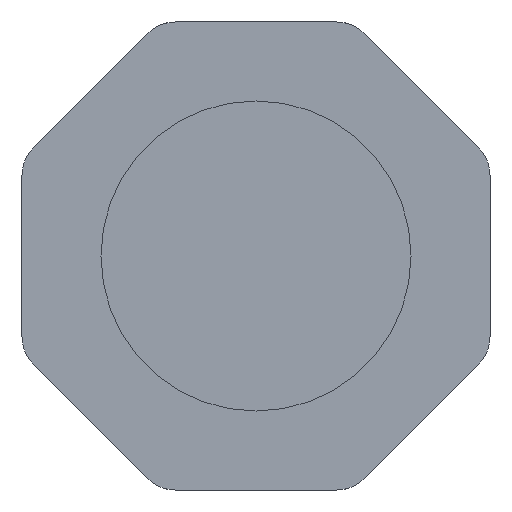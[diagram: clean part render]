
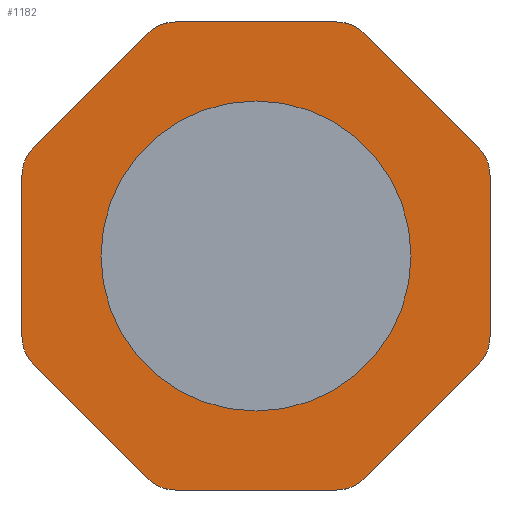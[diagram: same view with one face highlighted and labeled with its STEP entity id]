
A CAD part, front view. The second image highlights one B-rep face of the part: STEP entity #1182.
In plain terms, the highlighted planar face has unit normal (0, -1, 0).
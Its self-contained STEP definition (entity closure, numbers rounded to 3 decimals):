
#747=CARTESIAN_POINT('POINT41',(14.357,60.,
   6.982));
#748=VERTEX_POINT('VERTEX41',#747);
#756=CARTESIAN_POINT('POINT42',(6.982,60.,
   14.357));
#757=VERTEX_POINT('VERTEX42',#756);
#764=CARTESIAN_POINT('POS93',(6.982,60.,
   14.357));
#765=DIRECTION('DIR143',(0.707,0.,
   -0.707));
#766=VECTOR('VEC43',#765,10.);
#767=LINE('STRAIGHT43',#764,#766);
#768=EDGE_CURVE('EDGE67',#757,#748,#767,.T.);
#780=CARTESIAN_POINT('POINT43',(15.089,60.,
   5.214));
#781=VERTEX_POINT('VERTEX43',#780);
#782=CARTESIAN_POINT('POS95',(12.589,60.,
   5.214));
#783=DIRECTION('DIR146',(0.,-1.,0.));
#784=DIRECTION('DIR147',(1.,0.,0.));
#785=AXIS2_PLACEMENT_3D('AXIS52',#782,#783,#784);
#786=CIRCLE('ELLIPSE25',#785,2.5);
#787=EDGE_CURVE('EDGE68',#781,#748,#786,.T.);
#803=CARTESIAN_POINT('POINT44',(15.089,60.,
   -5.214));
#804=VERTEX_POINT('VERTEX44',#803);
#813=CARTESIAN_POINT('POS99',(15.089,60.,
   5.214));
#814=DIRECTION('DIR152',(0.,0.,-1.));
#815=VECTOR('VEC46',#814,10.);
#816=LINE('STRAIGHT46',#813,#815);
#817=EDGE_CURVE('EDGE71',#781,#804,#816,.T.);
#829=CARTESIAN_POINT('POINT45',(14.357,60.,
   -6.982));
#830=VERTEX_POINT('VERTEX45',#829);
#831=CARTESIAN_POINT('POS101',(12.589,60.,
   -5.214));
#832=DIRECTION('DIR155',(0.,-1.,0.));
#833=DIRECTION('DIR156',(0.707,0.,
   -0.707));
#834=AXIS2_PLACEMENT_3D('AXIS55',#831,#832,#833);
#835=CIRCLE('ELLIPSE26',#834,2.5);
#836=EDGE_CURVE('EDGE72',#830,#804,#835,.T.);
#852=CARTESIAN_POINT('POINT46',(6.982,60.,
   -14.357));
#853=VERTEX_POINT('VERTEX46',#852);
#862=CARTESIAN_POINT('POS105',(14.357,60.,
   -6.982));
#863=DIRECTION('DIR161',(-0.707,0.,
   -0.707));
#864=VECTOR('VEC49',#863,10.);
#865=LINE('STRAIGHT49',#862,#864);
#866=EDGE_CURVE('EDGE75',#830,#853,#865,.T.);
#878=CARTESIAN_POINT('POINT47',(5.214,60.,
   -15.089));
#879=VERTEX_POINT('VERTEX47',#878);
#880=CARTESIAN_POINT('POS107',(5.214,60.,
   -12.589));
#881=DIRECTION('DIR164',(0.,-1.,0.));
#882=DIRECTION('DIR165',(0.,0.,-1.));
#883=AXIS2_PLACEMENT_3D('AXIS58',#880,#881,#882);
#884=CIRCLE('ELLIPSE27',#883,2.5);
#885=EDGE_CURVE('EDGE76',#879,#853,#884,.T.);
#901=CARTESIAN_POINT('POINT48',(-5.214,60.,
   -15.089));
#902=VERTEX_POINT('VERTEX48',#901);
#911=CARTESIAN_POINT('POS111',(5.214,60.,
   -15.089));
#912=DIRECTION('DIR170',(-1.,0.,0.));
#913=VECTOR('VEC52',#912,10.);
#914=LINE('STRAIGHT52',#911,#913);
#915=EDGE_CURVE('EDGE79',#879,#902,#914,.T.);
#927=CARTESIAN_POINT('POINT49',(-6.982,60.,
   -14.357));
#928=VERTEX_POINT('VERTEX49',#927);
#929=CARTESIAN_POINT('POS113',(-5.214,60.,
   -12.589));
#930=DIRECTION('DIR173',(0.,-1.,0.));
#931=DIRECTION('DIR174',(-0.707,0.,
   -0.707));
#932=AXIS2_PLACEMENT_3D('AXIS61',#929,#930,#931);
#933=CIRCLE('ELLIPSE28',#932,2.5);
#934=EDGE_CURVE('EDGE80',#928,#902,#933,.T.);
#950=CARTESIAN_POINT('POINT50',(-14.357,60.,
   -6.982));
#951=VERTEX_POINT('VERTEX50',#950);
#960=CARTESIAN_POINT('POS117',(-6.982,60.,
   -14.357));
#961=DIRECTION('DIR179',(-0.707,0.,
   0.707));
#962=VECTOR('VEC55',#961,10.);
#963=LINE('STRAIGHT55',#960,#962);
#964=EDGE_CURVE('EDGE83',#928,#951,#963,.T.);
#976=CARTESIAN_POINT('POINT51',(-15.089,60.,
   -5.214));
#977=VERTEX_POINT('VERTEX51',#976);
#978=CARTESIAN_POINT('POS119',(-12.589,60.,
   -5.214));
#979=DIRECTION('DIR182',(0.,-1.,0.));
#980=DIRECTION('DIR183',(-1.,0.,0.));
#981=AXIS2_PLACEMENT_3D('AXIS64',#978,#979,#980);
#982=CIRCLE('ELLIPSE29',#981,2.5);
#983=EDGE_CURVE('EDGE84',#977,#951,#982,.T.);
#999=CARTESIAN_POINT('POINT52',(-15.089,60.,
   5.214));
#1000=VERTEX_POINT('VERTEX52',#999);
#1009=CARTESIAN_POINT('POS123',(-15.089,60.,
   -5.214));
#1010=DIRECTION('DIR188',(0.,0.,1.));
#1011=VECTOR('VEC58',#1010,10.);
#1012=LINE('STRAIGHT58',#1009,#1011);
#1013=EDGE_CURVE('EDGE87',#977,#1000,#1012,.T.);
#1025=CARTESIAN_POINT('POINT53',(-14.357,60.,
   6.982));
#1026=VERTEX_POINT('VERTEX53',#1025);
#1027=CARTESIAN_POINT('POS125',(-12.589,60.,
   5.214));
#1028=DIRECTION('DIR191',(0.,-1.,0.));
#1029=DIRECTION('DIR192',(-0.707,0.,
   0.707));
#1030=AXIS2_PLACEMENT_3D('AXIS67',#1027,#1028,#1029);
#1031=CIRCLE('ELLIPSE30',#1030,2.5);
#1032=EDGE_CURVE('EDGE88',#1026,#1000,#1031,.T.);
#1048=CARTESIAN_POINT('POINT54',(-6.982,60.,
   14.357));
#1049=VERTEX_POINT('VERTEX54',#1048);
#1058=CARTESIAN_POINT('POS129',(-14.357,60.,
   6.982));
#1059=DIRECTION('DIR197',(0.707,0.,
   0.707));
#1060=VECTOR('VEC61',#1059,10.);
#1061=LINE('STRAIGHT61',#1058,#1060);
#1062=EDGE_CURVE('EDGE91',#1026,#1049,#1061,.T.);
#1074=CARTESIAN_POINT('POINT55',(-5.214,60.,
   15.089));
#1075=VERTEX_POINT('VERTEX55',#1074);
#1076=CARTESIAN_POINT('POS131',(-5.214,60.,
   12.589));
#1077=DIRECTION('DIR200',(0.,-1.,0.));
#1078=DIRECTION('DIR201',(0.,0.,1.));
#1079=AXIS2_PLACEMENT_3D('AXIS70',#1076,#1077,#1078);
#1080=CIRCLE('ELLIPSE31',#1079,2.5);
#1081=EDGE_CURVE('EDGE92',#1075,#1049,#1080,.T.);
#1097=CARTESIAN_POINT('POINT56',(5.214,60.,
   15.089));
#1098=VERTEX_POINT('VERTEX56',#1097);
#1107=CARTESIAN_POINT('POS135',(-5.214,60.,
   15.089));
#1108=DIRECTION('DIR206',(1.,0.,0.));
#1109=VECTOR('VEC64',#1108,10.);
#1110=LINE('STRAIGHT64',#1107,#1109);
#1111=EDGE_CURVE('EDGE95',#1075,#1098,#1110,.T.);
#1123=CARTESIAN_POINT('POS137',(5.214,60.,
   12.589));
#1124=DIRECTION('DIR209',(0.,-1.,0.));
#1125=DIRECTION('DIR210',(0.707,0.,
   0.707));
#1126=AXIS2_PLACEMENT_3D('AXIS73',#1123,#1124,#1125);
#1127=CIRCLE('ELLIPSE32',#1126,2.5);
#1128=EDGE_CURVE('EDGE96',#757,#1098,#1127,.T.);
#1139=ORIENTED_EDGE('COEDGE177',*,*,#1128,.T.);
#1140=ORIENTED_EDGE('COEDGE178',*,*,#1111,.F.);
#1141=ORIENTED_EDGE('COEDGE179',*,*,#1081,.T.);
#1142=ORIENTED_EDGE('COEDGE180',*,*,#1062,.F.);
#1143=ORIENTED_EDGE('COEDGE181',*,*,#1032,.T.);
#1144=ORIENTED_EDGE('COEDGE182',*,*,#1013,.F.);
#1145=ORIENTED_EDGE('COEDGE183',*,*,#983,.T.);
#1146=ORIENTED_EDGE('COEDGE184',*,*,#964,.F.);
#1147=ORIENTED_EDGE('COEDGE185',*,*,#934,.T.);
#1148=ORIENTED_EDGE('COEDGE186',*,*,#915,.F.);
#1149=ORIENTED_EDGE('COEDGE187',*,*,#885,.T.);
#1150=ORIENTED_EDGE('COEDGE188',*,*,#866,.F.);
#1151=ORIENTED_EDGE('COEDGE189',*,*,#836,.T.);
#1152=ORIENTED_EDGE('COEDGE190',*,*,#817,.F.);
#1153=ORIENTED_EDGE('COEDGE191',*,*,#787,.T.);
#1154=ORIENTED_EDGE('COEDGE192',*,*,#768,.F.);
#1155=EDGE_LOOP('NONE',(#1139,#1140,#1141,#1142,#1143,#1144,#1145,#1146,
   #1147,#1148,#1149,#1150,#1151,#1152,#1153,#1154));
#1156=FACE_BOUND('LOOP1',#1155,.T.);
#1157=CARTESIAN_POINT('POINT57',(10.,60.,0.));
#1158=VERTEX_POINT('VERTEX57',#1157);
#1159=CARTESIAN_POINT('POINT58',(-10.,60.,0.));
#1160=VERTEX_POINT('VERTEX58',#1159);
#1161=CARTESIAN_POINT('POS139',(0.,60.,
   0.));
#1162=DIRECTION('DIR213',(0.,1.,0.));
#1163=DIRECTION('DIR214',(1.,0.,0.));
#1164=AXIS2_PLACEMENT_3D('AXIS75',#1161,#1162,#1163);
#1165=CIRCLE('ELLIPSE33',#1164,10.);
#1166=EDGE_CURVE('EDGE97',#1158,#1160,#1165,.T.);
#1167=ORIENTED_EDGE('COEDGE193',*,*,#1166,.T.);
#1168=CARTESIAN_POINT('POS140',(0.,60.,
   0.));
#1169=DIRECTION('DIR215',(0.,1.,0.));
#1170=DIRECTION('DIR216',(-1.,0.,0.));
#1171=AXIS2_PLACEMENT_3D('AXIS76',#1168,#1169,#1170);
#1172=CIRCLE('ELLIPSE34',#1171,10.);
#1173=EDGE_CURVE('EDGE98',#1160,#1158,#1172,.T.);
#1174=ORIENTED_EDGE('COEDGE194',*,*,#1173,.T.);
#1175=EDGE_LOOP('NONE',(#1167,#1174));
#1176=FACE_BOUND('LOOP1',#1175,.T.);
#1177=CARTESIAN_POINT('POS141',(0.,60.,0.));
#1178=DIRECTION('DIR217',(0.,1.,0.));
#1179=DIRECTION('DIR218',(1.,0.,0.));
#1180=AXIS2_PLACEMENT_3D('AXIS77',#1177,#1178,#1179);
#1181=PLANE('PLANE19',#1180);
#1182=ADVANCED_FACE('FACE43',(#1156,#1176),#1181,.F.);
